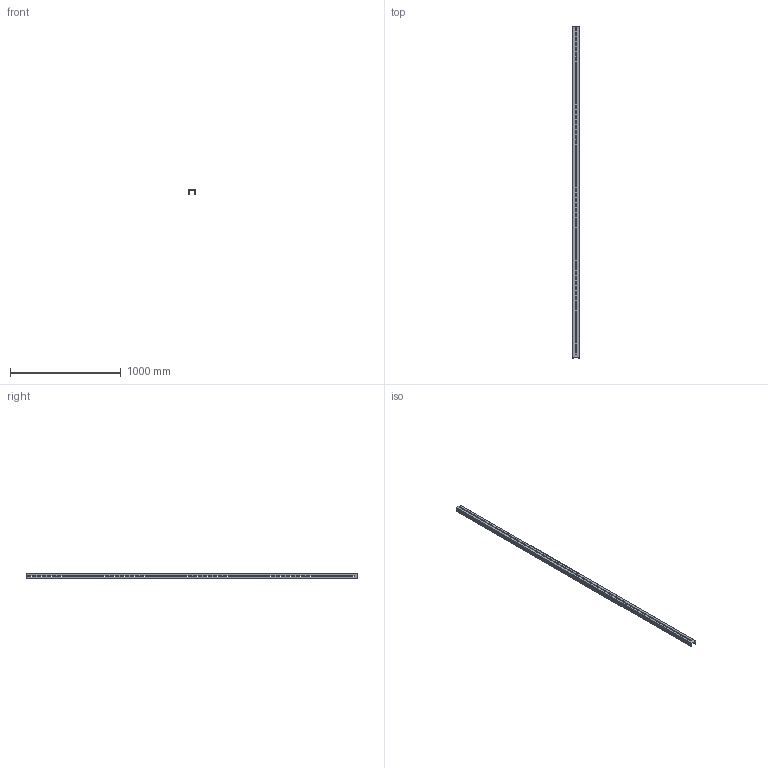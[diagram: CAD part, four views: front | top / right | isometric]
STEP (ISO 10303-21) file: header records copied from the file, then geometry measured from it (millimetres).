
FILE_DESCRIPTION (( 'STEP AP203' ), '1' );
FILE_NAME ('CLP1Z-3000-M-HDZ Ïðîôèëü ïåðôîðèðîâàííûé 3000 IEK HDZ.STEP', '2016-03-22T12:05:51', ( '' ), ( '' ), 'SwSTEP 2.0', 'SolidWorks 2014', '' );
FILE_SCHEMA (( 'CONFIG_CONTROL_DESIGN' ));
Length unit declared in the file: millimetre
Products named in the file (1): CLP1Z-3000-M-HDZ Ïðîôèëü ïåðôîðèðîâàííûé 3000 IEK HDZ
Bounding box: 55 x 3000 x 40 mm (x, y, z)
Volume: 689405.4 mm3; surface area: 731792.3 mm2
Topology: 1 solids, 1 shells, 1206 faces, 3604 edges, 2400 vertices
Faces by surface type: plane 612, cylinder 594
Entity records: 42137 total; most frequent: CARTESIAN_POINT 7211, ORIENTED_EDGE 7208, DIRECTION 7206, EDGE_CURVE 3604, LINE 2416, VECTOR 2416, VERTEX_POINT 2400, AXIS2_PLACEMENT_3D 2395
